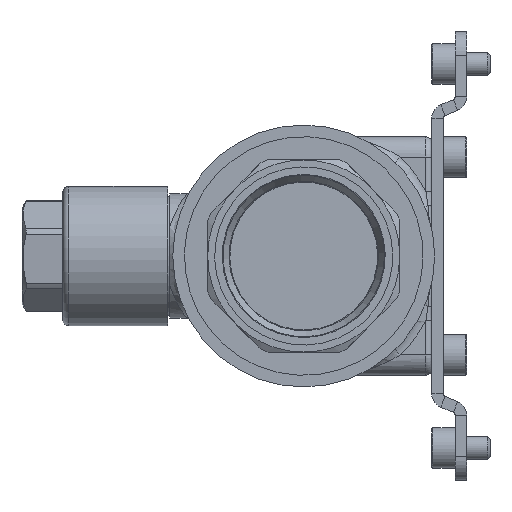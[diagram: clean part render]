
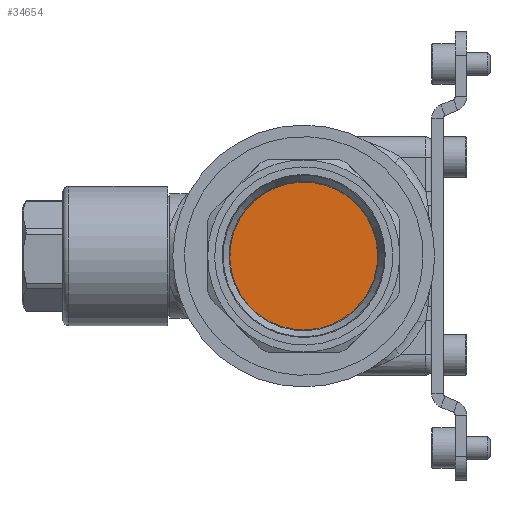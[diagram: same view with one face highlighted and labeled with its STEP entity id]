
A CAD part, left-side view. The second image highlights one B-rep face of the part: STEP entity #34654.
In plain terms, the highlighted planar face has unit normal (-1, 0, 0).
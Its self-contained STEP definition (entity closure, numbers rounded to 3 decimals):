
#3356=PLANE('',#38121);
#5000=FACE_OUTER_BOUND('',#7189,.T.);
#7189=EDGE_LOOP('',(#25431,#25432));
#12393=CIRCLE('',#37724,12.7);
#12394=CIRCLE('',#37725,12.7);
#14579=VERTEX_POINT('',#55409);
#14580=VERTEX_POINT('',#55411);
#18143=EDGE_CURVE('',#14580,#14579,#12393,.T.);
#18144=EDGE_CURVE('',#14579,#14580,#12394,.T.);
#25431=ORIENTED_EDGE('',*,*,#18143,.T.);
#25432=ORIENTED_EDGE('',*,*,#18144,.T.);
#34654=ADVANCED_FACE('',(#5000),#3356,.T.);
#37724=AXIS2_PLACEMENT_3D('',#55412,#44167,#44168);
#37725=AXIS2_PLACEMENT_3D('',#55413,#44169,#44170);
#38121=AXIS2_PLACEMENT_3D('',#70058,#45311,#45312);
#44167=DIRECTION('center_axis',(-1.,0.,0.));
#44168=DIRECTION('ref_axis',(0.,0.951,0.31));
#44169=DIRECTION('center_axis',(-1.,0.,0.));
#44170=DIRECTION('ref_axis',(0.,0.951,0.31));
#45311=DIRECTION('center_axis',(-1.,0.,0.));
#45312=DIRECTION('ref_axis',(0.,0.924,0.382));
#55409=CARTESIAN_POINT('',(-24.8,-12.073,-3.942));
#55411=CARTESIAN_POINT('',(-24.8,12.073,3.942));
#55412=CARTESIAN_POINT('Origin',(-24.8,0.,0.));
#55413=CARTESIAN_POINT('Origin',(-24.8,0.,0.));
#70058=CARTESIAN_POINT('Origin',(-24.8,0.,0.));
